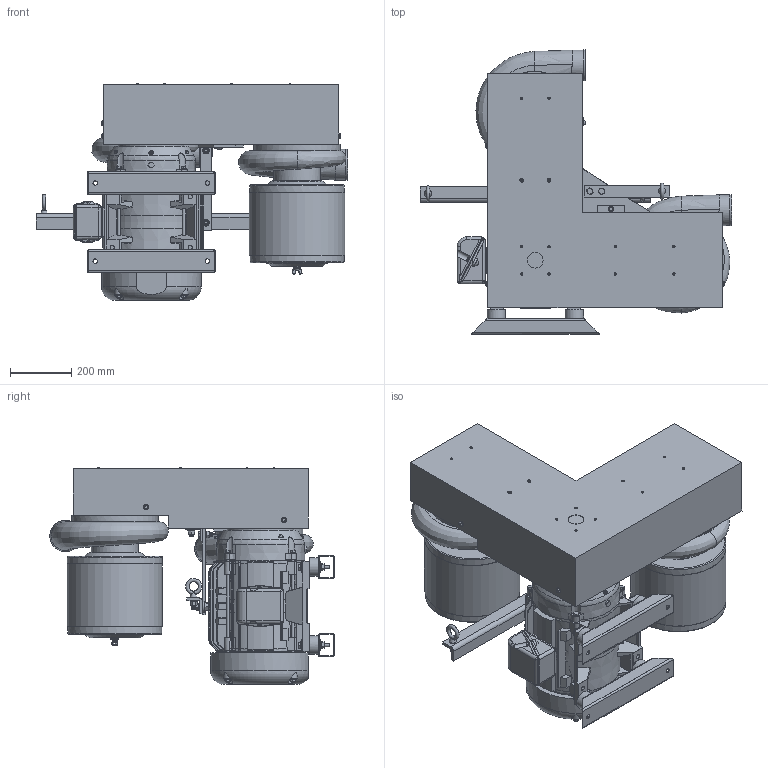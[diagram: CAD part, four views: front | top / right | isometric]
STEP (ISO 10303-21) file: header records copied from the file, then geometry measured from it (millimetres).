
FILE_DESCRIPTION(/* description */ (''),/* implementation_level */ '2;1');
FILE_NAME(/* name */ 'BAV20xB001_A.stp',/* time_stamp */ '2018-12-07T08:29:54-05:00',/* author */ ('James'),/* organization */ (''),/* preprocessor_version */ 'ST-DEVELOPER v16.5',/* originating_system */ 'Autodesk Inventor 2017',/* authorisation */ '');
FILE_SCHEMA (('AUTOMOTIVE_DESIGN { 1 0 10303 214 3 1 1 }'));
Products named in the file (1): BAV20xB001_A
Bounding box: 1014.18 x 924.98 x 706.02 mm (x, y, z)
Volume: 164030027.5 mm3; surface area: 4227989.7 mm2
Topology: 1 solids, 1 shells, 2157 faces, 5556 edges, 3579 vertices
Faces by surface type: plane 909, cylinder 497, cone 414, torus 169, bspline 138, sphere 30
Full cylindrical faces by diameter (mm): 7.6 x12, 9.652 x28, 10.16 x1, 12 x6, 13.208 x2, 13.462 x3, 14.3 x4, 16.662 x5, 17.272 x1, 17.286 x1, 17.289 x1, 17.309 x1, 17.334 x1, 21 x1, 22.079 x4, 22.082 x1, 22.083 x2, 22.086 x2, 22.095 x1, 22.096 x1, 22.098 x1, 22.101 x1, 22.129 x1, 22.13 x1, 22.152 x1, 25.4 x4, 34.925 x9, 50.8 x1, 60 x4, 100.012 x2
Entity records: 102569 total; most frequent: CARTESIAN_POINT 53074, ORIENTED_EDGE 10546, DIRECTION 10111, EDGE_CURVE 5273, AXIS2_PLACEMENT_3D 4136, VERTEX_POINT 3488, EDGE_LOOP 2593, ADVANCED_FACE 2153
